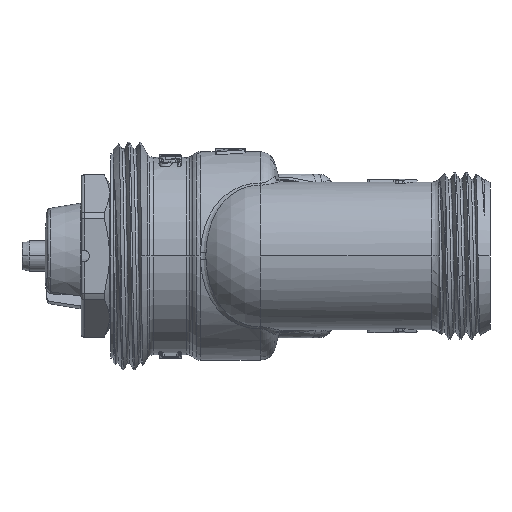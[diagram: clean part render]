
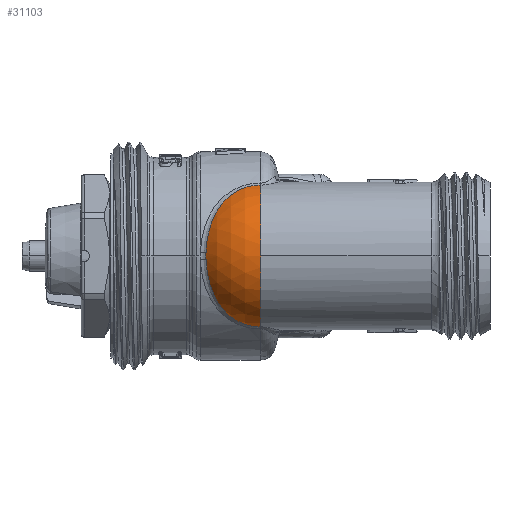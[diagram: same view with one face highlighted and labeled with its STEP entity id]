
A CAD part, left-side view. The second image highlights one B-rep face of the part: STEP entity #31103.
In plain terms, the highlighted spherical face has radius 9.75 mm.
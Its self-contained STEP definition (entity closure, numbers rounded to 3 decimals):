
#6456=CARTESIAN_POINT('',(-14.067,9.691,
0.469));
#6470=CARTESIAN_POINT('',(-14.067,9.691,
-0.469));
#6472=CARTESIAN_POINT('',(-7.5,2.5,0.));
#6473=DIRECTION('',(0.,1.,0.));
#6474=DIRECTION('',(-0.284,0.,-0.959));
#6475=AXIS2_PLACEMENT_3D('',#6472,#6473,#6474);
#6477=CARTESIAN_POINT('',(-10.266,2.531,
-9.349));
#6478=CARTESIAN_POINT('',(-10.266,2.521,
-9.349));
#6479=CARTESIAN_POINT('',(-10.266,2.51,
-9.349));
#6480=CARTESIAN_POINT('',(-10.266,2.5,
-9.349));
#6482=CARTESIAN_POINT('',(-14.067,9.691,
-0.469));
#6483=CARTESIAN_POINT('',(-14.058,9.682,
-0.745));
#6484=CARTESIAN_POINT('',(-14.03,9.656,
-1.158));
#6485=CARTESIAN_POINT('',(-13.976,9.604,
-1.638));
#6486=CARTESIAN_POINT('',(-13.943,9.573,
-1.877));
#6487=CARTESIAN_POINT('',(-13.923,9.553,
-2.014));
#6488=CARTESIAN_POINT('',(-13.87,9.502,
-2.356));
#6489=CARTESIAN_POINT('',(-13.76,9.395,
-2.928));
#6490=CARTESIAN_POINT('',(-13.56,9.195,
-3.708));
#6491=CARTESIAN_POINT('',(-13.358,8.987,
-4.336));
#6492=CARTESIAN_POINT('',(-13.199,8.817,
-4.765));
#6493=CARTESIAN_POINT('',(-13.104,8.714,
-5.006));
#6494=CARTESIAN_POINT('',(-12.957,8.551,
-5.364));
#6495=CARTESIAN_POINT('',(-12.722,8.284,
-5.879));
#6496=CARTESIAN_POINT('',(-12.442,7.943,
-6.415));
#6497=CARTESIAN_POINT('',(-12.237,7.679,
-6.77));
#6498=CARTESIAN_POINT('',(-12.134,7.541,
-6.942));
#6499=CARTESIAN_POINT('',(-12.074,7.459,
-7.039));
#6500=CARTESIAN_POINT('',(-11.924,7.253,
-7.279));
#6501=CARTESIAN_POINT('',(-11.73,6.969,
-7.572));
#6502=CARTESIAN_POINT('',(-11.494,6.591,
-7.901));
#6503=CARTESIAN_POINT('',(-11.321,6.292,
-8.133));
#6504=CARTESIAN_POINT('',(-11.181,6.03,
-8.312));
#6505=CARTESIAN_POINT('',(-11.085,5.839,
-8.43));
#6506=CARTESIAN_POINT('',(-11.032,5.727,
-8.496));
#6507=CARTESIAN_POINT('',(-10.952,5.557,
-8.592));
#6508=CARTESIAN_POINT('',(-10.838,5.297,
-8.727));
#6509=CARTESIAN_POINT('',(-10.699,4.936,
-8.885));
#6510=CARTESIAN_POINT('',(-10.596,4.624,
-9.));
#6511=CARTESIAN_POINT('',(-10.531,4.399,
-9.071));
#6512=CARTESIAN_POINT('',(-10.5,4.285,
-9.104));
#6513=CARTESIAN_POINT('',(-10.483,4.219,
-9.122));
#6514=CARTESIAN_POINT('',(-10.442,4.054,
-9.166));
#6515=CARTESIAN_POINT('',(-10.381,3.771,
-9.231));
#6516=CARTESIAN_POINT('',(-10.317,3.364,
-9.297));
#6517=CARTESIAN_POINT('',(-10.277,2.952,
-9.338));
#6518=CARTESIAN_POINT('',(-10.267,2.672,
-9.349));
#6519=CARTESIAN_POINT('',(-10.266,2.531,
-9.349));
#6521=CARTESIAN_POINT('',(-14.076,9.699,0.));
#6522=CARTESIAN_POINT('',(-14.076,9.699,
-0.156));
#6523=CARTESIAN_POINT('',(-14.073,9.696,
-0.313));
#6524=CARTESIAN_POINT('',(-14.067,9.691,
-0.469));
#6526=CARTESIAN_POINT('',(-14.067,9.691,
0.469));
#6527=CARTESIAN_POINT('',(-14.073,9.696,
0.313));
#6528=CARTESIAN_POINT('',(-14.076,9.699,
0.156));
#6529=CARTESIAN_POINT('',(-14.076,9.699,0.));
#6531=CARTESIAN_POINT('',(-10.266,2.531,9.349));
#6532=CARTESIAN_POINT('',(-10.267,2.672,9.349));
#6533=CARTESIAN_POINT('',(-10.277,2.952,9.338));
#6534=CARTESIAN_POINT('',(-10.317,3.366,9.297));
#6535=CARTESIAN_POINT('',(-10.371,3.706,9.241));
#6536=CARTESIAN_POINT('',(-10.418,3.941,9.191));
#6537=CARTESIAN_POINT('',(-10.445,4.058,9.163));
#6538=CARTESIAN_POINT('',(-10.46,4.124,9.147));
#6539=CARTESIAN_POINT('',(-10.5,4.29,9.104));
#6540=CARTESIAN_POINT('',(-10.576,4.565,9.022));
#6541=CARTESIAN_POINT('',(-10.7,4.939,8.884));
#6542=CARTESIAN_POINT('',(-10.839,5.299,8.726));
#6543=CARTESIAN_POINT('',(-10.953,5.559,8.591));
#6544=CARTESIAN_POINT('',(-11.032,5.728,8.495));
#6545=CARTESIAN_POINT('',(-11.086,5.84,8.429));
#6546=CARTESIAN_POINT('',(-11.182,6.032,8.311));
#6547=CARTESIAN_POINT('',(-11.322,6.295,8.131));
#6548=CARTESIAN_POINT('',(-11.496,6.594,7.899));
#6549=CARTESIAN_POINT('',(-11.732,6.972,7.569));
#6550=CARTESIAN_POINT('',(-11.941,7.277,7.254));
#6551=CARTESIAN_POINT('',(-12.105,7.502,6.988));
#6552=CARTESIAN_POINT('',(-12.165,7.583,6.89));
#6553=CARTESIAN_POINT('',(-12.254,7.701,6.741));
#6554=CARTESIAN_POINT('',(-12.443,7.946,6.411));
#6555=CARTESIAN_POINT('',(-12.723,8.285,5.877));
#6556=CARTESIAN_POINT('',(-13.034,8.639,5.195));
#6557=CARTESIAN_POINT('',(-13.233,8.853,4.682));
#6558=CARTESIAN_POINT('',(-13.342,8.968,4.371));
#6559=CARTESIAN_POINT('',(-13.384,9.013,4.245));
#6560=CARTESIAN_POINT('',(-13.457,9.089,4.024));
#6561=CARTESIAN_POINT('',(-13.593,9.228,3.578));
#6562=CARTESIAN_POINT('',(-13.76,9.395,2.927));
#6563=CARTESIAN_POINT('',(-13.914,9.545,2.126));
#6564=CARTESIAN_POINT('',(-13.989,9.617,1.545));
#6565=CARTESIAN_POINT('',(-14.022,9.648,1.198));
#6566=CARTESIAN_POINT('',(-14.034,9.659,1.059));
#6567=CARTESIAN_POINT('',(-14.052,9.677,
0.816));
#6568=CARTESIAN_POINT('',(-14.062,9.687,
0.608));
#6569=CARTESIAN_POINT('',(-14.067,9.691,
0.469));
#6571=CARTESIAN_POINT('',(-10.266,2.5,9.349));
#6572=CARTESIAN_POINT('',(-10.266,2.51,9.349));
#6573=CARTESIAN_POINT('',(-10.266,2.521,9.349));
#6574=CARTESIAN_POINT('',(-10.266,2.531,9.349));
#6576=CARTESIAN_POINT('',(-7.5,2.5,0.));
#6577=DIRECTION('',(0.,1.,0.));
#6578=DIRECTION('',(-1.,0.,0.));
#6579=AXIS2_PLACEMENT_3D('',#6576,#6577,#6578);
#10207=CARTESIAN_POINT('',(-10.266,2.5,
-9.349));
#10213=CARTESIAN_POINT('',(-10.266,2.531,
-9.349));
#20694=VERTEX_POINT('',#10207);
#20923=VERTEX_POINT('',#6456);
#20925=VERTEX_POINT('',#6531);
#21119=VERTEX_POINT('',#10213);
#21174=VERTEX_POINT('',#6470);
#21216=VERTEX_POINT('',#6571);
#21250=VERTEX_POINT('',#6529);
#21490=CARTESIAN_POINT('',(-17.25,2.5,0.));
#21492=VERTEX_POINT('',#21490);
#31084=CARTESIAN_POINT('',(-7.5,2.5,0.));
#31085=DIRECTION('',(0.,1.,0.));
#31086=DIRECTION('',(-1.,0.,0.));
#31087=AXIS2_PLACEMENT_3D('',#31084,#31085,#31086);
#31088=SPHERICAL_SURFACE('',#31087,9.75);
#31090=ORIENTED_EDGE('',*,*,#31089,.F.);
#31092=ORIENTED_EDGE('',*,*,#31091,.F.);
#31094=ORIENTED_EDGE('',*,*,#31093,.F.);
#31095=ORIENTED_EDGE('',*,*,#31073,.F.);
#31096=ORIENTED_EDGE('',*,*,#31071,.F.);
#31097=ORIENTED_EDGE('',*,*,#31029,.F.);
#31098=ORIENTED_EDGE('',*,*,#30823,.F.);
#31100=ORIENTED_EDGE('',*,*,#31099,.F.);
#31101=EDGE_LOOP('',(#31090,#31092,#31094,#31095,#31096,#31097,#31098,#31100));
#31102=FACE_OUTER_BOUND('',#31101,.F.);
#31103=ADVANCED_FACE('',(#31102),#31088,.T.);
#6476=CIRCLE('',#6475,9.75);
#6481=B_SPLINE_CURVE_WITH_KNOTS('',3,(#6477,#6478,#6479,#6480),.UNSPECIFIED.,
.F.,.F.,(4,4),(0.,1.),.UNSPECIFIED.);
#6520=B_SPLINE_CURVE_WITH_KNOTS('',3,(#6482,#6483,#6484,#6485,#6486,#6487,#6488,
#6489,#6490,#6491,#6492,#6493,#6494,#6495,#6496,#6497,#6498,#6499,#6500,#6501,
#6502,#6503,#6504,#6505,#6506,#6507,#6508,#6509,#6510,#6511,#6512,#6513,#6514,
#6515,#6516,#6517,#6518,#6519),.UNSPECIFIED.,.F.,.F.,(4,1,1,1,1,1,1,1,1,1,1,1,1,
1,1,1,1,1,1,1,1,1,1,1,1,1,1,1,1,1,1,1,1,1,1,4),(0.,0.063,0.094,
0.109,0.117,0.125,0.188,0.25,0.313,0.344,0.359,
0.375,0.438,0.5,0.531,0.547,0.555,0.563,0.625,
0.656,0.688,0.719,0.734,0.742,0.75,0.781,0.813,
0.844,0.859,0.867,0.871,0.875,0.906,0.938,
0.969,1.),.UNSPECIFIED.);
#6525=B_SPLINE_CURVE_WITH_KNOTS('',3,(#6521,#6522,#6523,#6524),.UNSPECIFIED.,
.F.,.F.,(4,4),(0.,1.),.UNSPECIFIED.);
#6530=B_SPLINE_CURVE_WITH_KNOTS('',3,(#6526,#6527,#6528,#6529),.UNSPECIFIED.,
.F.,.F.,(4,4),(0.,1.),.UNSPECIFIED.);
#6570=B_SPLINE_CURVE_WITH_KNOTS('',3,(#6531,#6532,#6533,#6534,#6535,#6536,#6537,
#6538,#6539,#6540,#6541,#6542,#6543,#6544,#6545,#6546,#6547,#6548,#6549,#6550,
#6551,#6552,#6553,#6554,#6555,#6556,#6557,#6558,#6559,#6560,#6561,#6562,#6563,
#6564,#6565,#6566,#6567,#6568,#6569),.UNSPECIFIED.,.F.,.F.,(4,1,1,1,1,1,1,1,1,1,
1,1,1,1,1,1,1,1,1,1,1,1,1,1,1,1,1,1,1,1,1,1,1,1,1,1,4),(0.,0.031,0.063,
0.094,0.109,0.117,0.121,0.125,0.156,0.188,
0.219,0.25,0.258,0.266,0.281,0.313,0.344,0.375,
0.438,0.453,0.461,0.469,0.5,0.563,0.625,0.688,
0.695,0.703,0.719,0.75,0.813,0.875,0.938,0.945,
0.953,0.969,1.),.UNSPECIFIED.);
#6575=B_SPLINE_CURVE_WITH_KNOTS('',3,(#6571,#6572,#6573,#6574),.UNSPECIFIED.,
.F.,.F.,(4,4),(0.,1.),.UNSPECIFIED.);
#6580=CIRCLE('',#6579,9.75);
#30823=EDGE_CURVE('',#21216,#20925,#6575,.T.);
#31029=EDGE_CURVE('',#20925,#20923,#6570,.T.);
#31071=EDGE_CURVE('',#20923,#21250,#6530,.T.);
#31073=EDGE_CURVE('',#21250,#21174,#6525,.T.);
#31089=EDGE_CURVE('',#20694,#21492,#6476,.T.);
#31091=EDGE_CURVE('',#21119,#20694,#6481,.T.);
#31093=EDGE_CURVE('',#21174,#21119,#6520,.T.);
#31099=EDGE_CURVE('',#21492,#21216,#6580,.T.);
